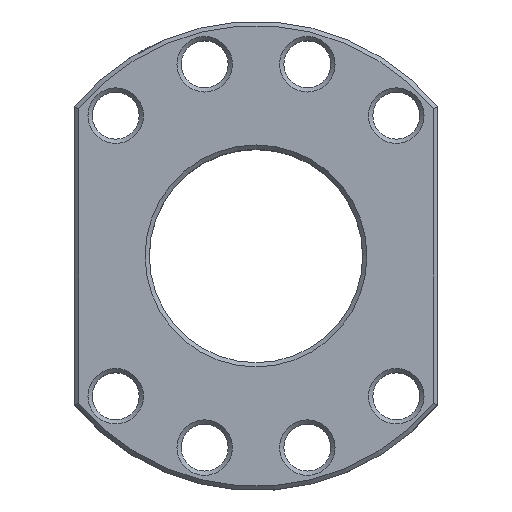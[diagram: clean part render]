
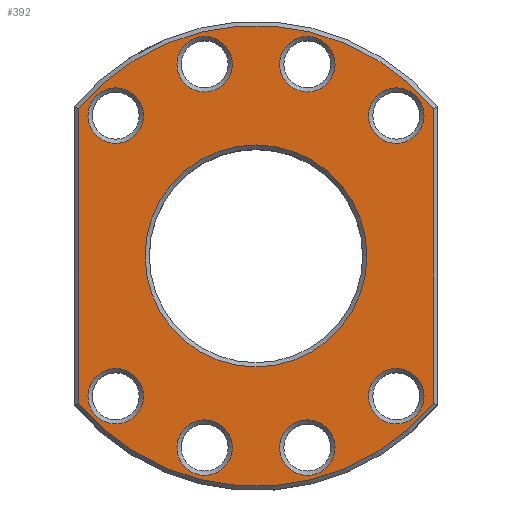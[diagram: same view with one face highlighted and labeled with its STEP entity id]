
A CAD part, top view. The second image highlights one B-rep face of the part: STEP entity #392.
In plain terms, the highlighted planar face has unit normal (0, 0, 1).
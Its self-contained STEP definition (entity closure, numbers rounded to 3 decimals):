
#138=PLANE('',#3599);
#392=ADVANCED_FACE('',(#939,#940,#941,#942,#943,#944,#945,#946,#947,#948),
#138,.T.);
#939=FACE_BOUND('',#1040,.T.);
#940=FACE_BOUND('',#1041,.T.);
#941=FACE_BOUND('',#1042,.T.);
#942=FACE_BOUND('',#1043,.T.);
#943=FACE_BOUND('',#1044,.T.);
#944=FACE_BOUND('',#1045,.T.);
#945=FACE_BOUND('',#1046,.T.);
#946=FACE_BOUND('',#1047,.T.);
#947=FACE_BOUND('',#1048,.T.);
#948=FACE_BOUND('',#1049,.T.);
#1040=EDGE_LOOP('',(#1837,#1838,#1839,#1840));
#1041=EDGE_LOOP('',(#1841));
#1042=EDGE_LOOP('',(#1842));
#1043=EDGE_LOOP('',(#1843));
#1044=EDGE_LOOP('',(#1844));
#1045=EDGE_LOOP('',(#1845));
#1046=EDGE_LOOP('',(#1846));
#1047=EDGE_LOOP('',(#1847));
#1048=EDGE_LOOP('',(#1848));
#1049=EDGE_LOOP('',(#1849));
#1291=LINE('',#5425,#1465);
#1292=LINE('',#5429,#1466);
#1465=VECTOR('',#3889,1.);
#1466=VECTOR('',#3892,1.);
#1837=ORIENTED_EDGE('',*,*,#3117,.T.);
#1838=ORIENTED_EDGE('',*,*,#3118,.T.);
#1839=ORIENTED_EDGE('',*,*,#3119,.T.);
#1840=ORIENTED_EDGE('',*,*,#3120,.T.);
#1841=ORIENTED_EDGE('',*,*,#3121,.T.);
#1842=ORIENTED_EDGE('',*,*,#3122,.T.);
#1843=ORIENTED_EDGE('',*,*,#3123,.T.);
#1844=ORIENTED_EDGE('',*,*,#3124,.T.);
#1845=ORIENTED_EDGE('',*,*,#3125,.T.);
#1846=ORIENTED_EDGE('',*,*,#3126,.T.);
#1847=ORIENTED_EDGE('',*,*,#3127,.T.);
#1848=ORIENTED_EDGE('',*,*,#3128,.T.);
#1849=ORIENTED_EDGE('',*,*,#3129,.T.);
#2783=VERTEX_POINT('',#5423);
#2784=VERTEX_POINT('',#5424);
#2785=VERTEX_POINT('',#5426);
#2786=VERTEX_POINT('',#5428);
#2787=VERTEX_POINT('',#5431);
#2788=VERTEX_POINT('',#5433);
#2789=VERTEX_POINT('',#5435);
#2790=VERTEX_POINT('',#5437);
#2791=VERTEX_POINT('',#5439);
#2792=VERTEX_POINT('',#5441);
#2793=VERTEX_POINT('',#5443);
#2794=VERTEX_POINT('',#5445);
#2795=VERTEX_POINT('',#5447);
#3117=EDGE_CURVE('',#2783,#2784,#3495,.T.);
#3118=EDGE_CURVE('',#2784,#2785,#1291,.T.);
#3119=EDGE_CURVE('',#2785,#2786,#3496,.T.);
#3120=EDGE_CURVE('',#2786,#2783,#1292,.T.);
#3121=EDGE_CURVE('',#2787,#2787,#3497,.T.);
#3122=EDGE_CURVE('',#2788,#2788,#3498,.T.);
#3123=EDGE_CURVE('',#2789,#2789,#3499,.T.);
#3124=EDGE_CURVE('',#2790,#2790,#3500,.T.);
#3125=EDGE_CURVE('',#2791,#2791,#3501,.T.);
#3126=EDGE_CURVE('',#2792,#2792,#3502,.T.);
#3127=EDGE_CURVE('',#2793,#2793,#3503,.T.);
#3128=EDGE_CURVE('',#2794,#2794,#3504,.T.);
#3129=EDGE_CURVE('',#2795,#2795,#3505,.T.);
#3495=CIRCLE('',#3588,54.);
#3496=CIRCLE('',#3589,54.);
#3497=CIRCLE('',#3590,6.5);
#3498=CIRCLE('',#3591,6.5);
#3499=CIRCLE('',#3592,6.5);
#3500=CIRCLE('',#3593,6.5);
#3501=CIRCLE('',#3594,6.5);
#3502=CIRCLE('',#3595,6.5);
#3503=CIRCLE('',#3596,6.5);
#3504=CIRCLE('',#3597,6.5);
#3505=CIRCLE('',#3598,26.);
#3588=AXIS2_PLACEMENT_3D('',#5422,#3887,#3888);
#3589=AXIS2_PLACEMENT_3D('',#5427,#3890,#3891);
#3590=AXIS2_PLACEMENT_3D('',#5430,#3893,#3894);
#3591=AXIS2_PLACEMENT_3D('',#5432,#3895,#3896);
#3592=AXIS2_PLACEMENT_3D('',#5434,#3897,#3898);
#3593=AXIS2_PLACEMENT_3D('',#5436,#3899,#3900);
#3594=AXIS2_PLACEMENT_3D('',#5438,#3901,#3902);
#3595=AXIS2_PLACEMENT_3D('',#5440,#3903,#3904);
#3596=AXIS2_PLACEMENT_3D('',#5442,#3905,#3906);
#3597=AXIS2_PLACEMENT_3D('',#5444,#3907,#3908);
#3598=AXIS2_PLACEMENT_3D('',#5446,#3909,#3910);
#3599=AXIS2_PLACEMENT_3D('',#5448,#3911,#3912);
#3887=DIRECTION('',(0.,0.,1.));
#3888=DIRECTION('',(1.,0.,0.));
#3889=DIRECTION('',(0.,1.,0.));
#3890=DIRECTION('',(0.,0.,1.));
#3891=DIRECTION('',(1.,0.,0.));
#3892=DIRECTION('',(0.,-1.,0.));
#3893=DIRECTION('',(0.,0.,-1.));
#3894=DIRECTION('',(1.,0.,0.));
#3895=DIRECTION('',(0.,0.,-1.));
#3896=DIRECTION('',(1.,0.,0.));
#3897=DIRECTION('',(0.,0.,-1.));
#3898=DIRECTION('',(1.,0.,0.));
#3899=DIRECTION('',(0.,0.,-1.));
#3900=DIRECTION('',(1.,0.,0.));
#3901=DIRECTION('',(0.,0.,-1.));
#3902=DIRECTION('',(1.,0.,0.));
#3903=DIRECTION('',(0.,0.,-1.));
#3904=DIRECTION('',(1.,0.,0.));
#3905=DIRECTION('',(0.,0.,-1.));
#3906=DIRECTION('',(1.,0.,0.));
#3907=DIRECTION('',(0.,0.,-1.));
#3908=DIRECTION('',(1.,0.,0.));
#3909=DIRECTION('',(0.,0.,-1.));
#3910=DIRECTION('',(1.,0.,0.));
#3911=DIRECTION('',(0.,0.,1.));
#3912=DIRECTION('',(1.,0.,0.));
#5422=CARTESIAN_POINT('',(0.,0.,0.));
#5423=CARTESIAN_POINT('',(-41.5,-34.551,0.));
#5424=CARTESIAN_POINT('',(41.5,-34.551,0.));
#5425=CARTESIAN_POINT('',(41.5,34.911,0.));
#5426=CARTESIAN_POINT('',(41.5,34.551,0.));
#5427=CARTESIAN_POINT('',(0.,0.,0.));
#5428=CARTESIAN_POINT('',(-41.5,34.551,0.));
#5429=CARTESIAN_POINT('',(-41.5,-34.911,0.));
#5430=CARTESIAN_POINT('',(32.88,-32.88,0.));
#5431=CARTESIAN_POINT('',(39.38,-32.88,0.));
#5432=CARTESIAN_POINT('',(12.035,-44.916,0.));
#5433=CARTESIAN_POINT('',(18.535,-44.916,0.));
#5434=CARTESIAN_POINT('',(-12.035,-44.916,0.));
#5435=CARTESIAN_POINT('',(-5.535,-44.916,0.));
#5436=CARTESIAN_POINT('',(-32.88,-32.88,0.));
#5437=CARTESIAN_POINT('',(-26.38,-32.88,0.));
#5438=CARTESIAN_POINT('',(32.88,32.88,0.));
#5439=CARTESIAN_POINT('',(39.38,32.88,0.));
#5440=CARTESIAN_POINT('',(12.035,44.916,0.));
#5441=CARTESIAN_POINT('',(18.535,44.916,0.));
#5442=CARTESIAN_POINT('',(-12.035,44.916,0.));
#5443=CARTESIAN_POINT('',(-5.535,44.916,0.));
#5444=CARTESIAN_POINT('',(-32.88,32.88,0.));
#5445=CARTESIAN_POINT('',(-26.38,32.88,0.));
#5446=CARTESIAN_POINT('',(0.,0.,0.));
#5447=CARTESIAN_POINT('',(26.,0.,0.));
#5448=CARTESIAN_POINT('',(0.,0.,0.));
